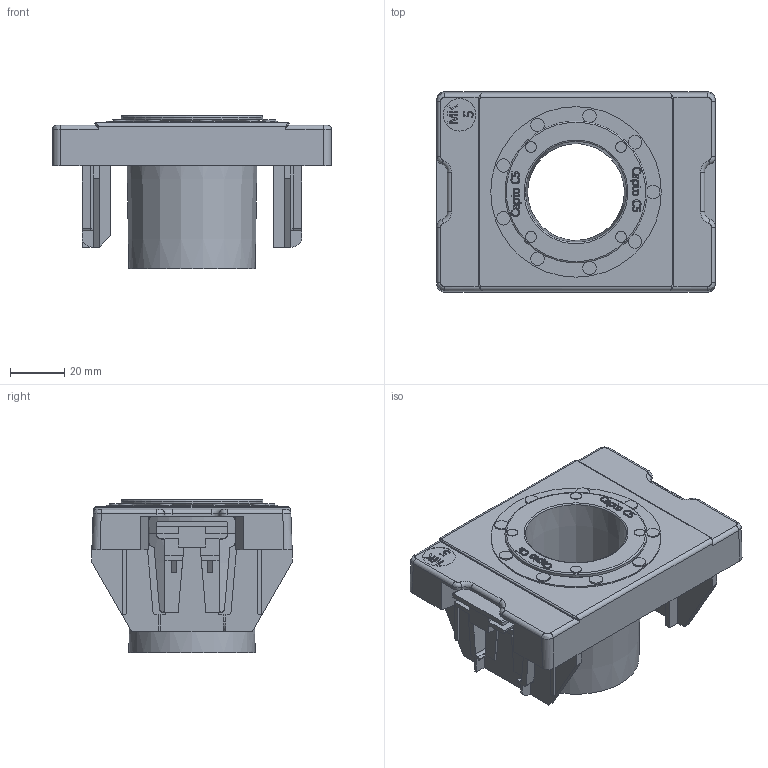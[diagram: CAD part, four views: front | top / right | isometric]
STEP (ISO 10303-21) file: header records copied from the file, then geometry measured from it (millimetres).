
FILE_DESCRIPTION(/* description */ ('Werkzeughaltereinsatz MK 5 + Capto C5 kpl.'),/* implementation_level */ '2;1');
FILE_NAME(/* name */ '6557-00.stp',/* time_stamp */ '2024-03-13T15:55:48+01:00',/* author */ ('marvin.friedrich'),/* organization */ (''),/* preprocessor_version */ 'ST-DEVELOPER v18.1',/* originating_system */ 'Autodesk Inventor 2022',/* authorisation */ '');
FILE_SCHEMA (('AUTOMOTIVE_DESIGN { 1 0 10303 214 3 1 1 }'));
Length unit declared in the file: millimetre
Products named in the file (3): 6557-00; 0234-02; 6556-00
Assembly tree (2 placements, depth 2):
  6557-00
    0234-02
    6556-00
Bounding box: 103 x 74 x 56.7 mm (x, y, z)
Volume: 78680.6 mm3; surface area: 64271.7 mm2
Topology: 2 solids, 2 shells, 802 faces, 2189 edges, 1417 vertices
Faces by surface type: plane 456, bspline 187, cylinder 114, cone 29, torus 16
Full cylindrical faces by diameter (mm): 4 x4, 5 x9, 12 x1, 51 x1, 63 x1
Entity records: 26341 total; most frequent: CARTESIAN_POINT 7012, ORIENTED_EDGE 4378, DIRECTION 3351, EDGE_CURVE 2189, LINE 1487, VECTOR 1487, VERTEX_POINT 1417, AXIS2_PLACEMENT_3D 932
